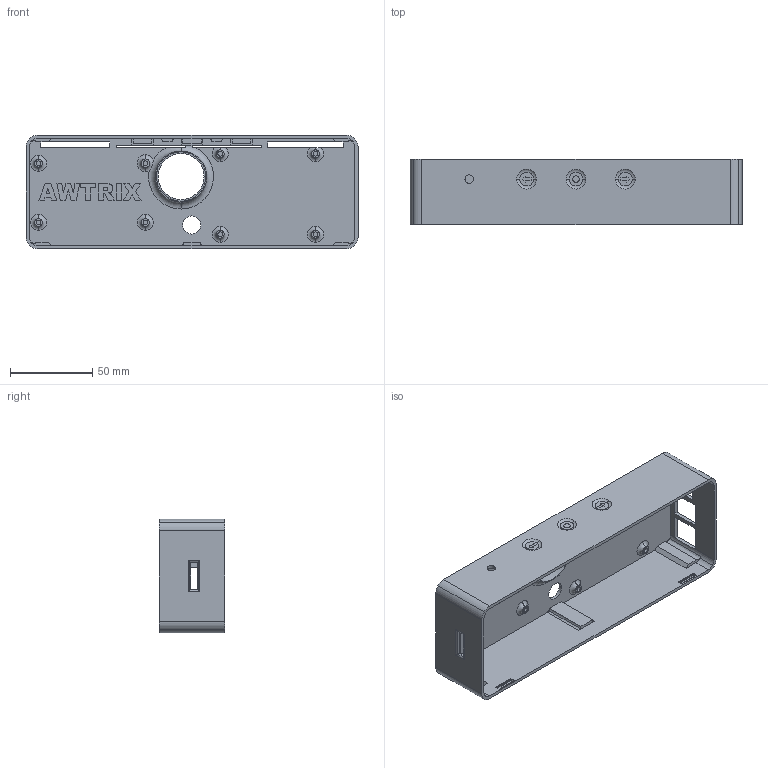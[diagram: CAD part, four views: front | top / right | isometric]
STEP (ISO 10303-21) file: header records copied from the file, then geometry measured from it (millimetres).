
FILE_DESCRIPTION(('STEP AP214'),'1');
FILE_NAME('AwtrixProCase_Rpi4_LDR_SPEAKER.stp','2020-10-26T19:45:54',(' '),(' '),'Spatial InterOp 3D',' ',' ');
FILE_SCHEMA(('AUTOMOTIVE_DESIGN { 1 0 10303 214 1 1 1 1 }'));
Length unit declared in the file: metre
Products named in the file (1): Volumenkörper
Bounding box: 202 x 39.6 x 69 mm (x, y, z)
Volume: 67524.6 mm3; surface area: 68508.8 mm2
Topology: 1 solids, 1 shells, 354 faces, 946 edges, 621 vertices
Faces by surface type: plane 206, cylinder 112, torus 24, extrusion 8, bspline 4
Entity records: 12251 total; most frequent: CARTESIAN_POINT 3147, ORIENTED_EDGE 1892, DIRECTION 1869, EDGE_CURVE 946, VECTOR 641, LINE 633, VERTEX_POINT 621, AXIS2_PLACEMENT_3D 614
